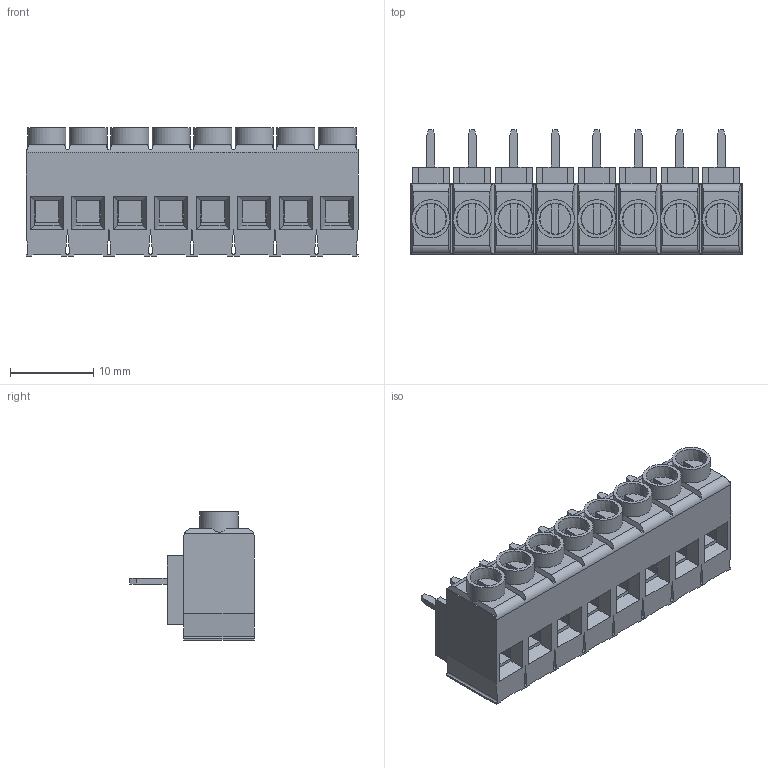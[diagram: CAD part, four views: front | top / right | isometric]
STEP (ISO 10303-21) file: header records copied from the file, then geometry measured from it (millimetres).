
FILE_DESCRIPTION( ( 'Unknown' ), '1' );
FILE_NAME( '691132700008.stp', 'Unknown', ( 'Unknown' ), ( 'Unknown' ), 'PSStep 17.0.49', 'Unknown', ' ' );
FILE_SCHEMA( ( 'AUTOMOTIVE_DESIGN { 1 0 10303 214 1 1 1 1 }' ) );
Length unit declared in the file: millimetre
Products named in the file (1): 1
Bounding box: 40 x 15 x 15.45 mm (x, y, z)
Volume: 4375.2 mm3; surface area: 4173.9 mm2
Topology: 1 solids, 1 shells, 427 faces, 1131 edges, 738 vertices
Faces by surface type: plane 376, cylinder 43, cone 8
Full cylindrical faces by diameter (mm): 4.6 x8
Entity records: 16283 total; most frequent: CARTESIAN_POINT 2249, ORIENTED_EDGE 2198, DIRECTION 2121, EDGE_CURVE 1099, LINE 933, VECTOR 933, VERTEX_POINT 722, AXIS2_PLACEMENT_3D 594
